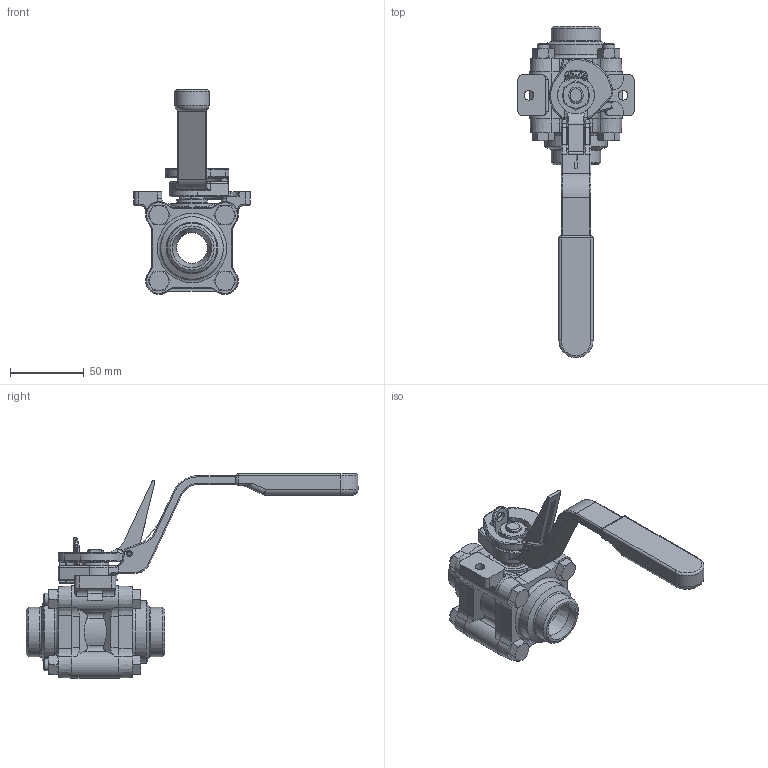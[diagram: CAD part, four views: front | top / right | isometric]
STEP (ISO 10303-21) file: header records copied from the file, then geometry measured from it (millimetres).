
FILE_DESCRIPTION(/* description */ (''),/* implementation_level */ '2;1');
FILE_NAME(/* name */ 'GA-A44-10-BWA-LW-A-1.stp',/* time_stamp */ '2020-10-15T14:34:10+01:00',/* author */ ('jaday'),/* organization */ (''),/* preprocessor_version */ 'ST-DEVELOPER v16.1',/* originating_system */ 'Autodesk Inventor 2016',/* authorisation */ '');
FILE_SCHEMA (('AUTOMOTIVE_DESIGN { 1 0 10303 214 3 1 1 }'));
Length unit declared in the file: millimetre
Products named in the file (15): GA-B04410-16254-A-1; GA-B04410-27100-A-1; GA-A44-10-STEM-BUILD-A-1; GA-B00010-06002-A-1; GA-B00010-52001-C-1; M08-8-060-110-A-1; M08-8-000-360-A-1; B04410-01065-C-1; B04410-01069-F-1; GA-B00010-60144-A-1; GA-B00005-42007-A-1; C04410-01065-E-1; M12-0-000-5DS-A-1; GA-B00010-34000-A-1; GA-A44-10-BWA-LW-A-1
Assembly tree (22 placements, depth 3):
  GA-A44-10-BWA-LW-A-1
    GA-B04410-16254-A-1
    GA-B04410-27100-A-1  x2
    GA-A44-10-STEM-BUILD-A-1
    GA-B00010-06002-A-1  x2
    GA-B00010-52001-C-1
    M08-8-060-110-A-1  x4
    M08-8-000-360-A-1  x4
    C04410-01065-E-1
      B04410-01065-C-1
      B04410-01069-F-1
      GA-B00010-60144-A-1
      GA-B00005-42007-A-1
    M12-0-000-5DS-A-1
    GA-B00010-34000-A-1
Bounding box: 78.4 x 224.34 x 138.33 mm (x, y, z)
Volume: 250947.3 mm3; surface area: 93306.4 mm2
Topology: 21 solids, 21 shells, 785 faces, 1936 edges, 1183 vertices
Faces by surface type: plane 280, cylinder 241, cone 135, torus 68, bspline 45, sphere 16
Full cylindrical faces by diameter (mm): 0.8 x2, 4.05 x2, 4.2 x2, 6.647 x6, 7 x1, 8 x4, 8.5 x12, 9.728 x2, 10.977 x1, 17.2 x1, 20.6 x1, 20.65 x1, 20.7 x2, 24 x1, 26.625 x2, 27 x1, 33.575 x2, 42.3 x2
Entity records: 20704 total; most frequent: CARTESIAN_POINT 5909, DIRECTION 3135, ORIENTED_EDGE 2960, EDGE_CURVE 1480, AXIS2_PLACEMENT_3D 1231, VERTEX_POINT 937, EDGE_LOOP 713, LINE 673
